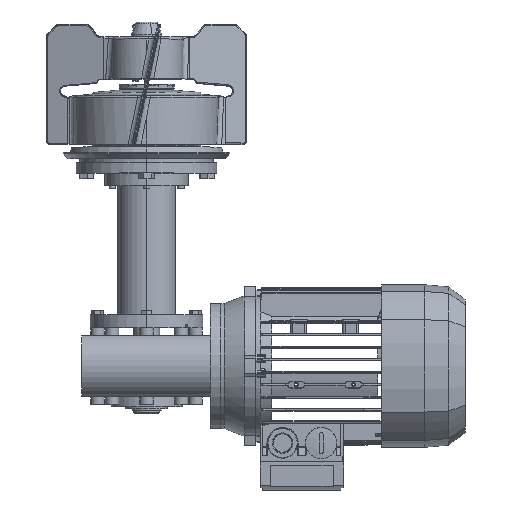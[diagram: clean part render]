
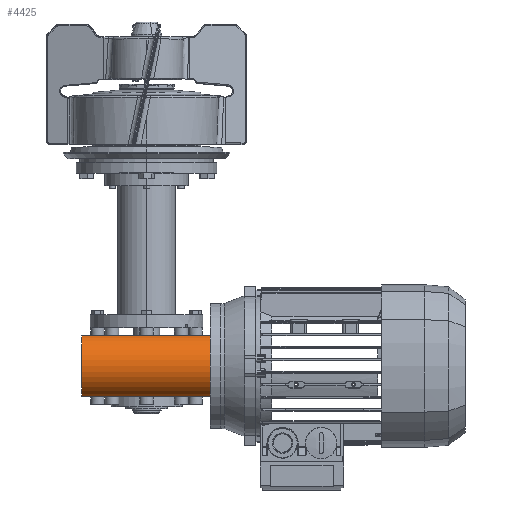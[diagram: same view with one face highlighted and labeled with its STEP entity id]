
A CAD part, top view. The second image highlights one B-rep face of the part: STEP entity #4425.
In plain terms, the highlighted cylindrical face has radius 31 mm (diameter 62 mm), a partial arc.
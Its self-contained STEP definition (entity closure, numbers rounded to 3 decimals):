
#3848 = ORIENTED_EDGE ( 'NONE', *, *, #3854, .F. ) ;
#3854 = EDGE_CURVE ( 'NONE', #3856, #4235, #44864, .T. ) ;
#3856 = VERTEX_POINT ( 'NONE', #44746 ) ;
#3859 = ORIENTED_EDGE ( 'NONE', *, *, #4388, .F. ) ;
#3861 = VERTEX_POINT ( 'NONE', #45163 ) ;
#4224 = EDGE_LOOP ( 'NONE', ( #4228, #3848, #3859, #4392 ) ) ;
#4228 = ORIENTED_EDGE ( 'NONE', *, *, #4230, .F. ) ;
#4230 = EDGE_CURVE ( 'NONE', #4235, #4236, #45535, .T. ) ;
#4235 = VERTEX_POINT ( 'NONE', #45647 ) ;
#4236 = VERTEX_POINT ( 'NONE', #45646 ) ;
#4388 = EDGE_CURVE ( 'NONE', #3861, #3856, #45886, .T. ) ;
#4392 = ORIENTED_EDGE ( 'NONE', *, *, #4701, .T. ) ;
#4425 = ADVANCED_FACE ( 'NONE', ( #46071 ), #46070, .T. ) ;
#4701 = EDGE_CURVE ( 'NONE', #3861, #4236, #46433, .T. ) ;
#44746 = CARTESIAN_POINT ( 'NONE',  ( -62.5, -155.3, 60.954 ) ) ;
#44861 = DIRECTION ( 'NONE',  ( 1., 0., 0. ) ) ;
#44862 = VECTOR ( 'NONE', #44861, 1000. ) ;
#44863 = CARTESIAN_POINT ( 'NONE',  ( -62.5, -155.3, 60.954 ) ) ;
#44864 = LINE ( 'NONE', #44863, #44862 ) ;
#45163 = CARTESIAN_POINT ( 'NONE',  ( -62.5, -213.3, 60.954 ) ) ;
#45535 = CIRCLE ( 'NONE', #45577, 31. ) ;
#45574 = DIRECTION ( 'NONE',  ( 0., 1., 0. ) ) ;
#45575 = DIRECTION ( 'NONE',  ( 1., 0., 0. ) ) ;
#45576 = CARTESIAN_POINT ( 'NONE',  ( 61., -184.3, 50. ) ) ;
#45577 = AXIS2_PLACEMENT_3D ( 'NONE', #45576, #45575, #45574 ) ;
#45646 = CARTESIAN_POINT ( 'NONE',  ( 61., -213.3, 60.954 ) ) ;
#45647 = CARTESIAN_POINT ( 'NONE',  ( 61., -155.3, 60.954 ) ) ;
#45882 = DIRECTION ( 'NONE',  ( 0., 1., 0. ) ) ;
#45883 = DIRECTION ( 'NONE',  ( -1., 0., 0. ) ) ;
#45884 = CARTESIAN_POINT ( 'NONE',  ( -62.5, -184.3, 50. ) ) ;
#45885 = AXIS2_PLACEMENT_3D ( 'NONE', #45884, #45883, #45882 ) ;
#45886 = CIRCLE ( 'NONE', #45885, 31. ) ;
#46031 = DIRECTION ( 'NONE',  ( 0., 1., 0. ) ) ;
#46032 = DIRECTION ( 'NONE',  ( 1., 0., 0. ) ) ;
#46033 = CARTESIAN_POINT ( 'NONE',  ( -62.5, -184.3, 50. ) ) ;
#46034 = AXIS2_PLACEMENT_3D ( 'NONE', #46033, #46032, #46031 ) ;
#46070 = CYLINDRICAL_SURFACE ( 'NONE', #46034, 31. ) ;
#46071 = FACE_OUTER_BOUND ( 'NONE', #4224, .T. ) ;
#46430 = DIRECTION ( 'NONE',  ( 1., 0., 0. ) ) ;
#46431 = VECTOR ( 'NONE', #46430, 1000. ) ;
#46432 = CARTESIAN_POINT ( 'NONE',  ( -62.5, -213.3, 60.954 ) ) ;
#46433 = LINE ( 'NONE', #46432, #46431 ) ;
